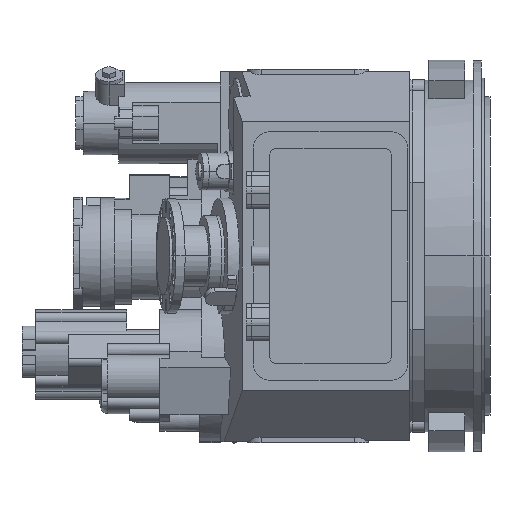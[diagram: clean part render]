
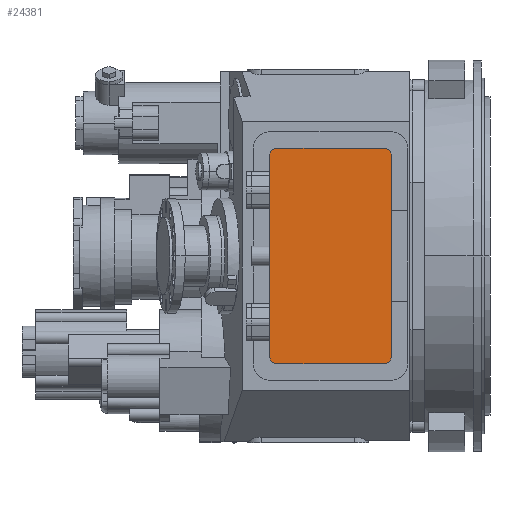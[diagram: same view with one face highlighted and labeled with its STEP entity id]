
A CAD part, front view. The second image highlights one B-rep face of the part: STEP entity #24381.
In plain terms, the highlighted planar face has unit normal (0, -1, 0).
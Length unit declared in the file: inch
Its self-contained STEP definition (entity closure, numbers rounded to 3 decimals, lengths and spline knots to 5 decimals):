
#23356=CARTESIAN_POINT('',(72.65693,32.17531,
-22.89101));
#23357=DIRECTION('',(0.,1.,0.));
#23358=DIRECTION('',(1.,0.,0.));
#23359=AXIS2_PLACEMENT_3D('',#23356,#23357,#23358);
#23364=CARTESIAN_POINT('',(64.97976,32.17531,
-22.89101));
#23365=DIRECTION('',(0.,1.,0.));
#23366=DIRECTION('',(0.,0.,-1.));
#23367=AXIS2_PLACEMENT_3D('',#23364,#23365,#23366);
#23372=DIRECTION('',(0.,0.,1.));
#23373=VECTOR('',#23372,14.40945);
#23374=CARTESIAN_POINT('',(64.46795,32.17531,
-22.89101));
#23375=LINE('',#23374,#23373);
#23379=CARTESIAN_POINT('',(64.97976,32.17531,
-8.48156));
#23380=DIRECTION('',(0.,1.,0.));
#23381=DIRECTION('',(-1.,0.,0.));
#23382=AXIS2_PLACEMENT_3D('',#23379,#23380,#23381);
#23387=CARTESIAN_POINT('',(72.65693,32.17531,
-8.48156));
#23388=DIRECTION('',(0.,1.,0.));
#23389=DIRECTION('',(0.,0.,1.));
#23390=AXIS2_PLACEMENT_3D('',#23387,#23388,#23389);
#23395=DIRECTION('',(0.,0.,1.));
#23396=VECTOR('',#23395,14.40945);
#23397=CARTESIAN_POINT('',(73.16874,32.17531,
-22.89101));
#23398=LINE('',#23397,#23396);
#23430=DIRECTION('',(-1.,0.,0.));
#23431=VECTOR('',#23430,7.67717);
#23432=CARTESIAN_POINT('',(72.65693,32.17531,
-7.96975));
#23433=LINE('',#23432,#23431);
#23542=DIRECTION('',(1.,0.,0.));
#23543=VECTOR('',#23542,7.67717);
#23544=CARTESIAN_POINT('',(64.97976,32.17531,
-23.40282));
#23545=LINE('',#23544,#23543);
#23699=CARTESIAN_POINT('',(73.16874,32.17531,
-22.89101));
#23700=CARTESIAN_POINT('',(73.16874,32.17531,
-8.48156));
#23701=VERTEX_POINT('',#23699);
#23702=VERTEX_POINT('',#23700);
#23703=CARTESIAN_POINT('',(72.65693,32.17531,
-7.96975));
#23704=VERTEX_POINT('',#23703);
#23705=CARTESIAN_POINT('',(64.97976,32.17531,
-7.96975));
#23706=VERTEX_POINT('',#23705);
#23707=CARTESIAN_POINT('',(64.46795,32.17531,
-8.48156));
#23708=VERTEX_POINT('',#23707);
#23709=CARTESIAN_POINT('',(64.46795,32.17531,
-22.89101));
#23710=VERTEX_POINT('',#23709);
#23711=CARTESIAN_POINT('',(64.97976,32.17531,
-23.40282));
#23712=VERTEX_POINT('',#23711);
#23713=CARTESIAN_POINT('',(72.65693,32.17531,
-23.40282));
#23714=VERTEX_POINT('',#23713);
#24360=CARTESIAN_POINT('',(68.81834,32.17531,
-15.68629));
#24361=DIRECTION('',(0.,-1.,0.));
#24362=DIRECTION('',(-1.,0.,0.));
#24363=AXIS2_PLACEMENT_3D('',#24360,#24361,#24362);
#24364=PLANE('',#24363);
#24366=ORIENTED_EDGE('',*,*,#24365,.F.);
#24368=ORIENTED_EDGE('',*,*,#24367,.T.);
#24370=ORIENTED_EDGE('',*,*,#24369,.F.);
#24371=ORIENTED_EDGE('',*,*,#24352,.T.);
#24372=ORIENTED_EDGE('',*,*,#23933,.T.);
#24374=ORIENTED_EDGE('',*,*,#24373,.T.);
#24376=ORIENTED_EDGE('',*,*,#24375,.F.);
#24378=ORIENTED_EDGE('',*,*,#24377,.T.);
#24379=EDGE_LOOP('',(#24366,#24368,#24370,#24371,#24372,#24374,#24376,#24378));
#24380=FACE_OUTER_BOUND('',#24379,.F.);
#23360=CIRCLE('',#23359,0.51181);
#23368=CIRCLE('',#23367,0.51181);
#23383=CIRCLE('',#23382,0.51181);
#23391=CIRCLE('',#23390,0.51181);
#23933=EDGE_CURVE('',#23710,#23708,#23375,.T.);
#24352=EDGE_CURVE('',#23712,#23710,#23368,.T.);
#24365=EDGE_CURVE('',#23701,#23702,#23398,.T.);
#24367=EDGE_CURVE('',#23701,#23714,#23360,.T.);
#24369=EDGE_CURVE('',#23712,#23714,#23545,.T.);
#24373=EDGE_CURVE('',#23708,#23706,#23383,.T.);
#24375=EDGE_CURVE('',#23704,#23706,#23433,.T.);
#24377=EDGE_CURVE('',#23704,#23702,#23391,.T.);
#24381=ADVANCED_FACE('',(#24380),#24364,.T.);
